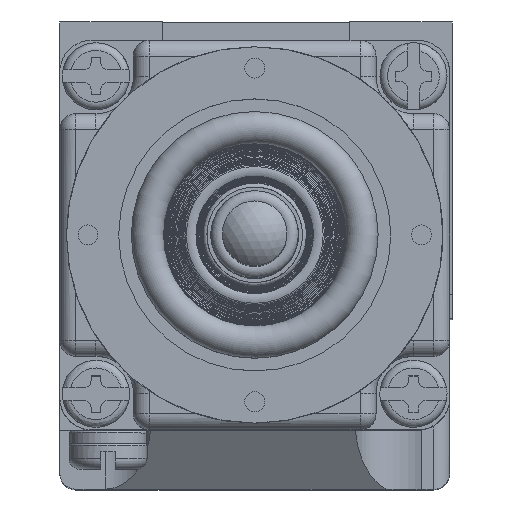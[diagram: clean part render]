
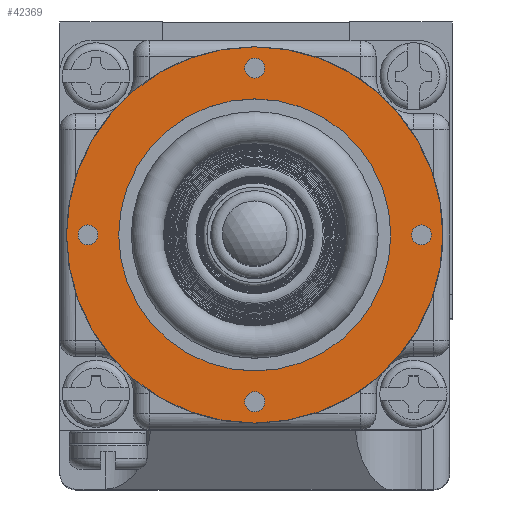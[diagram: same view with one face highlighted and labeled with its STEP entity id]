
A CAD part, top view. The second image highlights one B-rep face of the part: STEP entity #42369.
In plain terms, the highlighted planar face has unit normal (0, 0, 1).
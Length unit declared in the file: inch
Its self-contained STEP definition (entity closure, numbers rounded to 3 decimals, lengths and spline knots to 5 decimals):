
#152 = EDGE_LOOP ( 'NONE', ( #26858 ) ) ;
#1205 = CIRCLE ( 'NONE', #30179, 0.0385 ) ;
#1305 = DIRECTION ( 'NONE',  ( 0., 0., -1. ) ) ;
#1484 = ORIENTED_EDGE ( 'NONE', *, *, #35720, .T. ) ;
#2306 = CIRCLE ( 'NONE', #17137, 0.729 ) ;
#2527 = CIRCLE ( 'NONE', #21521, 0.0385 ) ;
#2730 = AXIS2_PLACEMENT_3D ( 'NONE', #7235, #24975, #39128 ) ;
#3499 = AXIS2_PLACEMENT_3D ( 'NONE', #9475, #41856, #20303 ) ;
#4850 = CARTESIAN_POINT ( 'NONE',  ( -1.97067, 1.2787, 2.01581 ) ) ;
#4983 = DIRECTION ( 'NONE',  ( -1., 0., 0. ) ) ;
#5792 = EDGE_LOOP ( 'NONE', ( #32182 ) ) ;
#6306 = CIRCLE ( 'NONE', #6362, 0.527 ) ;
#6362 = AXIS2_PLACEMENT_3D ( 'NONE', #27075, #1305, #26922 ) ;
#6615 = EDGE_CURVE ( 'NONE', #7210, #7210, #6306, .T. ) ;
#7210 = VERTEX_POINT ( 'NONE', #18535 ) ;
#7235 = CARTESIAN_POINT ( 'NONE',  ( -1.97067, 0.6327, 2.01581 ) ) ;
#9475 = CARTESIAN_POINT ( 'NONE',  ( -2.61667, 1.2787, 2.01581 ) ) ;
#9665 = EDGE_CURVE ( 'NONE', #26292, #26292, #10057, .T. ) ;
#10057 = CIRCLE ( 'NONE', #3499, 0.0385 ) ;
#11771 = CARTESIAN_POINT ( 'NONE',  ( -2.65517, 1.2787, 2.01581 ) ) ;
#11952 = ORIENTED_EDGE ( 'NONE', *, *, #41261, .T. ) ;
#11973 = PLANE ( 'NONE',  #36530 ) ;
#12121 = DIRECTION ( 'NONE',  ( 0., 0., 1. ) ) ;
#12712 = CIRCLE ( 'NONE', #2730, 0.0385 ) ;
#15568 = CARTESIAN_POINT ( 'NONE',  ( -1.32467, 1.2787, 2.01581 ) ) ;
#16405 = FACE_BOUND ( 'NONE', #34656, .T. ) ;
#17137 = AXIS2_PLACEMENT_3D ( 'NONE', #33638, #12121, #4983 ) ;
#17802 = VERTEX_POINT ( 'NONE', #42696 ) ;
#18535 = CARTESIAN_POINT ( 'NONE',  ( -2.49767, 1.2787, 2.01581 ) ) ;
#19042 = DIRECTION ( 'NONE',  ( -1., 0., 0. ) ) ;
#20187 = EDGE_LOOP ( 'NONE', ( #28215 ) ) ;
#20303 = DIRECTION ( 'NONE',  ( -1., 0., 0. ) ) ;
#20532 = CARTESIAN_POINT ( 'NONE',  ( -2.69967, 1.2787, 2.01581 ) ) ;
#21151 = CARTESIAN_POINT ( 'NONE',  ( -2.00917, 0.6327, 2.01581 ) ) ;
#21521 = AXIS2_PLACEMENT_3D ( 'NONE', #36810, #33367, #19042 ) ;
#22834 = VERTEX_POINT ( 'NONE', #20532 ) ;
#23255 = EDGE_LOOP ( 'NONE', ( #1484 ) ) ;
#23624 = FACE_OUTER_BOUND ( 'NONE', #20187, .T. ) ;
#24490 = VERTEX_POINT ( 'NONE', #21151 ) ;
#24975 = DIRECTION ( 'NONE',  ( 0., 0., -1. ) ) ;
#25081 = VERTEX_POINT ( 'NONE', #27272 ) ;
#25371 = FACE_BOUND ( 'NONE', #152, .T. ) ;
#26292 = VERTEX_POINT ( 'NONE', #11771 ) ;
#26858 = ORIENTED_EDGE ( 'NONE', *, *, #9665, .T. ) ;
#26922 = DIRECTION ( 'NONE',  ( -1., 0., 0. ) ) ;
#27075 = CARTESIAN_POINT ( 'NONE',  ( -1.97067, 1.2787, 2.01581 ) ) ;
#27272 = CARTESIAN_POINT ( 'NONE',  ( -1.36317, 1.2787, 2.01581 ) ) ;
#28215 = ORIENTED_EDGE ( 'NONE', *, *, #33688, .T. ) ;
#28611 = EDGE_LOOP ( 'NONE', ( #36450 ) ) ;
#30179 = AXIS2_PLACEMENT_3D ( 'NONE', #15568, #33451, #30297 ) ;
#30297 = DIRECTION ( 'NONE',  ( -1., 0., 0. ) ) ;
#30413 = FACE_BOUND ( 'NONE', #28611, .T. ) ;
#32182 = ORIENTED_EDGE ( 'NONE', *, *, #6615, .T. ) ;
#33367 = DIRECTION ( 'NONE',  ( 0., 0., -1. ) ) ;
#33451 = DIRECTION ( 'NONE',  ( 0., 0., -1. ) ) ;
#33638 = CARTESIAN_POINT ( 'NONE',  ( -1.97067, 1.2787, 2.01581 ) ) ;
#33688 = EDGE_CURVE ( 'NONE', #22834, #22834, #2306, .T. ) ;
#33799 = DIRECTION ( 'NONE',  ( 0., 0., 1. ) ) ;
#34656 = EDGE_LOOP ( 'NONE', ( #11952 ) ) ;
#35720 = EDGE_CURVE ( 'NONE', #25081, #25081, #1205, .T. ) ;
#36010 = FACE_BOUND ( 'NONE', #23255, .T. ) ;
#36450 = ORIENTED_EDGE ( 'NONE', *, *, #43079, .T. ) ;
#36530 = AXIS2_PLACEMENT_3D ( 'NONE', #4850, #33799, #43884 ) ;
#36810 = CARTESIAN_POINT ( 'NONE',  ( -1.97067, 1.9247, 2.01581 ) ) ;
#39128 = DIRECTION ( 'NONE',  ( -1., 0., 0. ) ) ;
#41261 = EDGE_CURVE ( 'NONE', #24490, #24490, #12712, .T. ) ;
#41856 = DIRECTION ( 'NONE',  ( 0., 0., -1. ) ) ;
#42369 = ADVANCED_FACE ( 'NONE', ( #36010, #16405, #25371, #30413, #43351, #23624 ), #11973, .T. ) ;
#42696 = CARTESIAN_POINT ( 'NONE',  ( -2.00917, 1.9247, 2.01581 ) ) ;
#43079 = EDGE_CURVE ( 'NONE', #17802, #17802, #2527, .T. ) ;
#43351 = FACE_BOUND ( 'NONE', #5792, .T. ) ;
#43884 = DIRECTION ( 'NONE',  ( 1., 0., 0. ) ) ;
